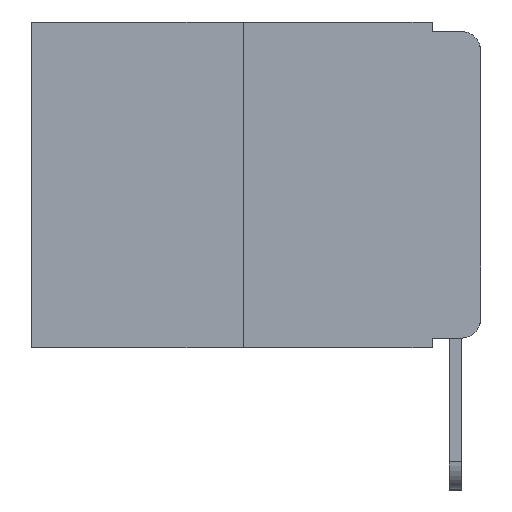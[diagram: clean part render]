
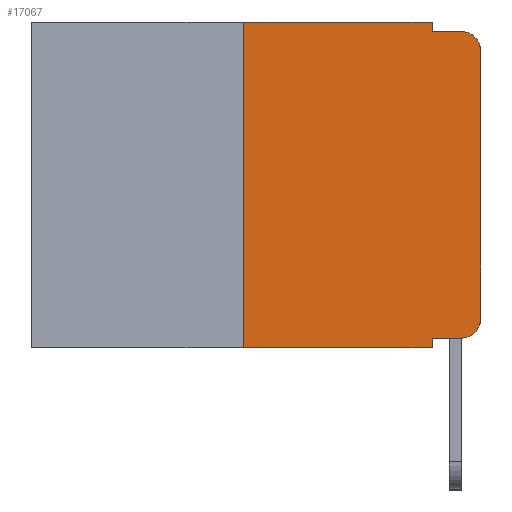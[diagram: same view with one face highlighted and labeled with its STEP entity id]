
A CAD part, left-side view. The second image highlights one B-rep face of the part: STEP entity #17067.
In plain terms, the highlighted planar face has unit normal (-1, 0, 0).
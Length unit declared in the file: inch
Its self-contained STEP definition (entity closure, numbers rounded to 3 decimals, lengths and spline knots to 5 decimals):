
#3 = DIRECTION ( 'NONE',  ( 0., -1., 0. ) ) ;
#53 = DIRECTION ( 'NONE',  ( 0., 0., 1. ) ) ;
#91 = CARTESIAN_POINT ( 'NONE',  ( 0., 0.051, -0.343 ) ) ;
#329 = VECTOR ( 'NONE', #53, 39.37008 ) ;
#755 = CARTESIAN_POINT ( 'NONE',  ( 0., 0., -0.313 ) ) ;
#1058 = VERTEX_POINT ( 'NONE', #7056 ) ;
#1130 = CARTESIAN_POINT ( 'NONE',  ( 0., 0.473, 0. ) ) ;
#1164 = VECTOR ( 'NONE', #17439, 39.37008 ) ;
#1292 = DIRECTION ( 'NONE',  ( 1., 0., 0. ) ) ;
#1626 = LINE ( 'NONE', #19578, #7735 ) ;
#1822 = CARTESIAN_POINT ( 'NONE',  ( 0., 0.051, 0. ) ) ;
#1824 = DIRECTION ( 'NONE',  ( 0., 0., -1. ) ) ;
#1826 = AXIS2_PLACEMENT_3D ( 'NONE', #14826, #5675, #16860 ) ;
#2482 = DIRECTION ( 'NONE',  ( 0., 0., -1. ) ) ;
#2504 = EDGE_CURVE ( 'NONE', #21425, #20003, #13249, .T. ) ;
#2557 = CARTESIAN_POINT ( 'NONE',  ( 0., 0.25, -0.343 ) ) ;
#2785 = CARTESIAN_POINT ( 'NONE',  ( 0., 0.473, 0. ) ) ;
#2947 = DIRECTION ( 'NONE',  ( 0., 0., 1. ) ) ;
#3259 = LINE ( 'NONE', #14798, #7595 ) ;
#3260 = VECTOR ( 'NONE', #10096, 39.37008 ) ;
#3725 = DIRECTION ( 'NONE',  ( -1., 0., 0. ) ) ;
#4031 = VERTEX_POINT ( 'NONE', #5048 ) ;
#4276 = CIRCLE ( 'NONE', #1826, 0.02 ) ;
#4416 = LINE ( 'NONE', #12439, #12301 ) ;
#4615 = AXIS2_PLACEMENT_3D ( 'NONE', #1130, #1292, #14512 ) ;
#4678 = ORIENTED_EDGE ( 'NONE', *, *, #17015, .F. ) ;
#4971 = EDGE_CURVE ( 'NONE', #10254, #1058, #20204, .T. ) ;
#5048 = CARTESIAN_POINT ( 'NONE',  ( 0., 0., -0.03 ) ) ;
#5320 = CIRCLE ( 'NONE', #22407, 0.02 ) ;
#5334 = VERTEX_POINT ( 'NONE', #11536 ) ;
#5675 = DIRECTION ( 'NONE',  ( -1., 0., 0. ) ) ;
#5903 = LINE ( 'NONE', #18904, #329 ) ;
#6210 = VERTEX_POINT ( 'NONE', #20523 ) ;
#6326 = EDGE_CURVE ( 'NONE', #16700, #20003, #4416, .T. ) ;
#6443 = CARTESIAN_POINT ( 'NONE',  ( 0., 0.051, 0. ) ) ;
#7056 = CARTESIAN_POINT ( 'NONE',  ( 0., 0.051, -0.01 ) ) ;
#7140 = EDGE_CURVE ( 'NONE', #5334, #10254, #13134, .T. ) ;
#7595 = VECTOR ( 'NONE', #3, 39.37008 ) ;
#7735 = VECTOR ( 'NONE', #2947, 39.37008 ) ;
#8247 = ORIENTED_EDGE ( 'NONE', *, *, #12634, .T. ) ;
#9310 = CARTESIAN_POINT ( 'NONE',  ( 0., 0.02, -0.333 ) ) ;
#9315 = EDGE_CURVE ( 'NONE', #22191, #19757, #4276, .T. ) ;
#9566 = CARTESIAN_POINT ( 'NONE',  ( 0., 0.051, -0.333 ) ) ;
#9907 = LINE ( 'NONE', #15327, #1164 ) ;
#10096 = DIRECTION ( 'NONE',  ( 0., -1., 0. ) ) ;
#10254 = VERTEX_POINT ( 'NONE', #1822 ) ;
#10617 = VECTOR ( 'NONE', #19491, 39.37008 ) ;
#11196 = ORIENTED_EDGE ( 'NONE', *, *, #6326, .T. ) ;
#11457 = EDGE_CURVE ( 'NONE', #19757, #4031, #5903, .T. ) ;
#11536 = CARTESIAN_POINT ( 'NONE',  ( 0., 0.25, 0. ) ) ;
#11914 = ORIENTED_EDGE ( 'NONE', *, *, #7140, .F. ) ;
#12301 = VECTOR ( 'NONE', #18082, 39.37008 ) ;
#12439 = CARTESIAN_POINT ( 'NONE',  ( 0., 0.473, -0.343 ) ) ;
#12634 = EDGE_CURVE ( 'NONE', #21425, #22191, #3259, .T. ) ;
#12697 = CARTESIAN_POINT ( 'NONE',  ( 0., 0.02, -0.03 ) ) ;
#12764 = EDGE_CURVE ( 'NONE', #1058, #6210, #9907, .T. ) ;
#13114 = ORIENTED_EDGE ( 'NONE', *, *, #4971, .F. ) ;
#13134 = LINE ( 'NONE', #2785, #3260 ) ;
#13249 = LINE ( 'NONE', #17325, #19693 ) ;
#14512 = DIRECTION ( 'NONE',  ( 0., 0., -1. ) ) ;
#14752 = ORIENTED_EDGE ( 'NONE', *, *, #18346, .T. ) ;
#14798 = CARTESIAN_POINT ( 'NONE',  ( 0., 0.051, -0.333 ) ) ;
#14826 = CARTESIAN_POINT ( 'NONE',  ( 0., 0.02, -0.313 ) ) ;
#15327 = CARTESIAN_POINT ( 'NONE',  ( 0., 0.051, -0.01 ) ) ;
#15348 = FACE_OUTER_BOUND ( 'NONE', #19424, .T. ) ;
#16700 = VERTEX_POINT ( 'NONE', #2557 ) ;
#16860 = DIRECTION ( 'NONE',  ( 0., 0., -1. ) ) ;
#17015 = EDGE_CURVE ( 'NONE', #16700, #5334, #1626, .T. ) ;
#17067 = ADVANCED_FACE ( 'NONE', ( #15348 ), #17782, .F. ) ;
#17325 = CARTESIAN_POINT ( 'NONE',  ( 0., 0.051, 0. ) ) ;
#17439 = DIRECTION ( 'NONE',  ( 0., -1., 0. ) ) ;
#17782 = PLANE ( 'NONE',  #4615 ) ;
#18082 = DIRECTION ( 'NONE',  ( 0., -1., 0. ) ) ;
#18133 = ORIENTED_EDGE ( 'NONE', *, *, #2504, .F. ) ;
#18346 = EDGE_CURVE ( 'NONE', #4031, #6210, #5320, .T. ) ;
#18904 = CARTESIAN_POINT ( 'NONE',  ( 0., 0., 0. ) ) ;
#19424 = EDGE_LOOP ( 'NONE', ( #21229, #14752, #22896, #13114, #11914, #4678, #11196, #18133, #8247, #21562 ) ) ;
#19491 = DIRECTION ( 'NONE',  ( 0., 0., -1. ) ) ;
#19578 = CARTESIAN_POINT ( 'NONE',  ( 0., 0.25, 0. ) ) ;
#19693 = VECTOR ( 'NONE', #2482, 39.37008 ) ;
#19757 = VERTEX_POINT ( 'NONE', #755 ) ;
#20003 = VERTEX_POINT ( 'NONE', #91 ) ;
#20204 = LINE ( 'NONE', #6443, #10617 ) ;
#20523 = CARTESIAN_POINT ( 'NONE',  ( 0., 0.02, -0.01 ) ) ;
#21229 = ORIENTED_EDGE ( 'NONE', *, *, #11457, .T. ) ;
#21425 = VERTEX_POINT ( 'NONE', #9566 ) ;
#21562 = ORIENTED_EDGE ( 'NONE', *, *, #9315, .T. ) ;
#22191 = VERTEX_POINT ( 'NONE', #9310 ) ;
#22407 = AXIS2_PLACEMENT_3D ( 'NONE', #12697, #3725, #1824 ) ;
#22896 = ORIENTED_EDGE ( 'NONE', *, *, #12764, .F. ) ;
